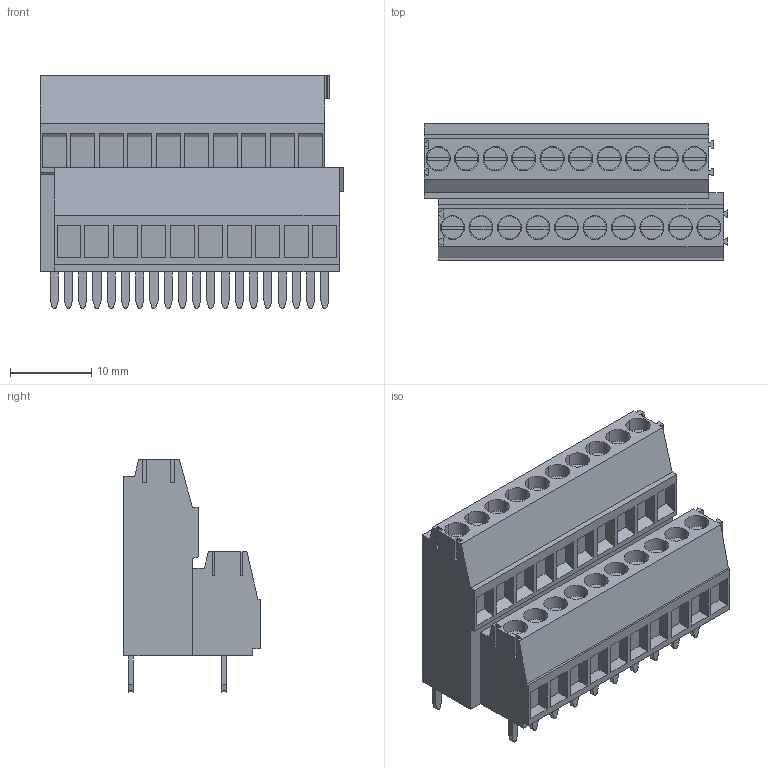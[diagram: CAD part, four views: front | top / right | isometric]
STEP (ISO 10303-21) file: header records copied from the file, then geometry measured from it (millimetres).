
FILE_DESCRIPTION(('CATIA V5 STEP Exchange','CAx-IF Rec.Pracs.--- Model Styling and Organization---1.4--- 2014-01-23'),'2;1');
FILE_NAME ('039457-2_0_1720080000_1720080000.stp','2023-03-16T07:37:32+00:00',('none'),('Weidmueller'),'CATIA Version 5-6 Release 2016 SP3 HF44','CATIA V5 STEP AP214','none');
FILE_SCHEMA(('AUTOMOTIVE_DESIGN { 1 0 10303 214 1 1 1 1 }'));
Length unit declared in the file: millimetre
Products named in the file (1): 1720080000
Bounding box: 37.35 x 16.75 x 28.6 mm (x, y, z)
Volume: 9627 mm3; surface area: 5720.8 mm2
Topology: 41 solids, 41 shells, 601 faces, 1410 edges, 941 vertices
Faces by surface type: plane 501, cylinder 100
Entity records: 15570 total; most frequent: ORIENTED_EDGE 2820, CARTESIAN_POINT 2776, DIRECTION 2077, EDGE_CURVE 1410, VECTOR 1126, LINE 1126, VERTEX_POINT 941, EDGE_LOOP 651
